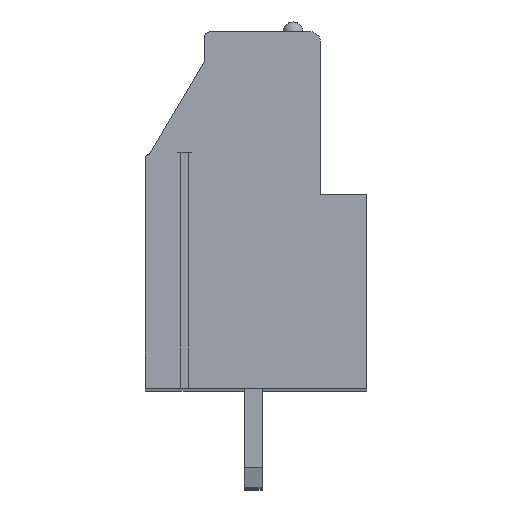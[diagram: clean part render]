
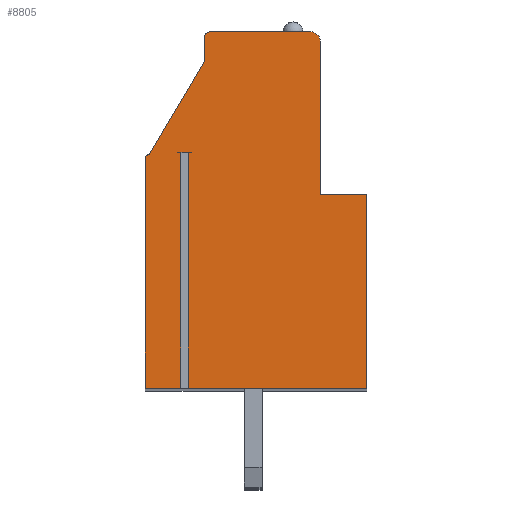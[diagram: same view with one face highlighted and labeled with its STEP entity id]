
A CAD part, top view. The second image highlights one B-rep face of the part: STEP entity #8805.
In plain terms, the highlighted planar face has unit normal (0, 0, 1).
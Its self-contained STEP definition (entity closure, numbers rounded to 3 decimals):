
#30=DIRECTION('',(-1.,0.,0.));
#31=VECTOR('',#30,0.38);
#32=CARTESIAN_POINT('',(-3.27,4.204,83.82));
#33=LINE('',#32,#31);
#34=DIRECTION('',(0.,1.,0.));
#35=VECTOR('',#34,11.9);
#36=CARTESIAN_POINT('',(-3.65,-7.696,83.82));
#37=LINE('',#36,#35);
#38=DIRECTION('',(1.,0.,0.));
#39=VECTOR('',#38,1.81);
#40=CARTESIAN_POINT('',(-5.46,-7.696,83.82));
#41=LINE('',#40,#39);
#42=DIRECTION('',(0.,-1.,0.));
#43=VECTOR('',#42,11.6);
#44=CARTESIAN_POINT('',(-5.46,3.904,83.82));
#45=LINE('',#44,#43);
#46=CARTESIAN_POINT('',(-5.26,3.904,83.82));
#47=DIRECTION('',(0.,0.,1.));
#48=DIRECTION('',(0.,1.,0.));
#49=AXIS2_PLACEMENT_3D('',#46,#47,#48);
#51=DIRECTION('',(-0.512,-0.859,0.));
#52=VECTOR('',#51,5.471);
#53=CARTESIAN_POINT('',(-2.46,8.804,83.82));
#54=LINE('',#53,#52);
#55=DIRECTION('',(0.,-1.,0.));
#56=VECTOR('',#55,1.2);
#57=CARTESIAN_POINT('',(-2.46,10.004,83.82));
#58=LINE('',#57,#56);
#59=CARTESIAN_POINT('',(-2.16,10.004,83.82));
#60=DIRECTION('',(0.,0.,1.));
#61=DIRECTION('',(0.,1.,0.));
#62=AXIS2_PLACEMENT_3D('',#59,#60,#61);
#64=DIRECTION('',(-1.,0.,0.));
#65=VECTOR('',#64,5.05);
#66=CARTESIAN_POINT('',(2.89,10.304,83.82));
#67=LINE('',#66,#65);
#68=CARTESIAN_POINT('',(2.89,9.804,83.82));
#69=DIRECTION('',(0.,0.,1.));
#70=DIRECTION('',(1.,0.,0.));
#71=AXIS2_PLACEMENT_3D('',#68,#69,#70);
#73=DIRECTION('',(0.,1.,0.));
#74=VECTOR('',#73,7.7);
#75=CARTESIAN_POINT('',(3.39,2.104,83.82));
#76=LINE('',#75,#74);
#77=DIRECTION('',(-1.,0.,0.));
#78=VECTOR('',#77,2.35);
#79=CARTESIAN_POINT('',(5.74,2.104,83.82));
#80=LINE('',#79,#78);
#81=DIRECTION('',(0.,1.,0.));
#82=VECTOR('',#81,9.8);
#83=CARTESIAN_POINT('',(5.74,-7.696,83.82));
#84=LINE('',#83,#82);
#85=DIRECTION('',(1.,0.,0.));
#86=VECTOR('',#85,9.01);
#87=CARTESIAN_POINT('',(-3.27,-7.696,83.82));
#88=LINE('',#87,#86);
#89=DIRECTION('',(0.,1.,0.));
#90=VECTOR('',#89,11.9);
#91=CARTESIAN_POINT('',(-3.27,-7.696,83.82));
#92=LINE('',#91,#90);
#6766=CARTESIAN_POINT('',(5.74,-7.696,83.82));
#6767=CARTESIAN_POINT('',(5.74,2.104,83.82));
#6768=VERTEX_POINT('',#6766);
#6769=VERTEX_POINT('',#6767);
#6770=CARTESIAN_POINT('',(3.39,2.104,83.82));
#6771=VERTEX_POINT('',#6770);
#6772=CARTESIAN_POINT('',(3.39,9.804,83.82));
#6773=VERTEX_POINT('',#6772);
#6774=CARTESIAN_POINT('',(2.89,10.304,83.82));
#6775=VERTEX_POINT('',#6774);
#6776=CARTESIAN_POINT('',(-2.16,10.304,83.82));
#6777=VERTEX_POINT('',#6776);
#6778=CARTESIAN_POINT('',(-2.46,10.004,83.82));
#6779=VERTEX_POINT('',#6778);
#6780=CARTESIAN_POINT('',(-2.46,8.804,83.82));
#6781=VERTEX_POINT('',#6780);
#6782=CARTESIAN_POINT('',(-5.26,4.104,83.82));
#6783=VERTEX_POINT('',#6782);
#6784=CARTESIAN_POINT('',(-5.46,3.904,83.82));
#6785=VERTEX_POINT('',#6784);
#6786=CARTESIAN_POINT('',(-5.46,-7.696,83.82));
#6787=VERTEX_POINT('',#6786);
#6868=CARTESIAN_POINT('',(-3.27,4.204,83.82));
#6869=CARTESIAN_POINT('',(-3.65,4.204,83.82));
#6870=VERTEX_POINT('',#6868);
#6871=VERTEX_POINT('',#6869);
#6872=CARTESIAN_POINT('',(-3.27,-7.696,83.82));
#6873=VERTEX_POINT('',#6872);
#6874=CARTESIAN_POINT('',(-3.65,-7.696,83.82));
#6875=VERTEX_POINT('',#6874);
#8768=CARTESIAN_POINT('',(0.,0.,83.82));
#8769=DIRECTION('',(0.,0.,1.));
#8770=DIRECTION('',(1.,0.,0.));
#8771=AXIS2_PLACEMENT_3D('',#8768,#8769,#8770);
#8772=PLANE('',#8771);
#8774=ORIENTED_EDGE('',*,*,#8773,.T.);
#8776=ORIENTED_EDGE('',*,*,#8775,.F.);
#8778=ORIENTED_EDGE('',*,*,#8777,.F.);
#8780=ORIENTED_EDGE('',*,*,#8779,.F.);
#8782=ORIENTED_EDGE('',*,*,#8781,.F.);
#8784=ORIENTED_EDGE('',*,*,#8783,.F.);
#8786=ORIENTED_EDGE('',*,*,#8785,.F.);
#8788=ORIENTED_EDGE('',*,*,#8787,.F.);
#8790=ORIENTED_EDGE('',*,*,#8789,.F.);
#8792=ORIENTED_EDGE('',*,*,#8791,.F.);
#8794=ORIENTED_EDGE('',*,*,#8793,.F.);
#8796=ORIENTED_EDGE('',*,*,#8795,.F.);
#8798=ORIENTED_EDGE('',*,*,#8797,.F.);
#8800=ORIENTED_EDGE('',*,*,#8799,.F.);
#8802=ORIENTED_EDGE('',*,*,#8801,.T.);
#8803=EDGE_LOOP('',(#8774,#8776,#8778,#8780,#8782,#8784,#8786,#8788,#8790,#8792,
#8794,#8796,#8798,#8800,#8802));
#8804=FACE_OUTER_BOUND('',#8803,.F.);
#50=CIRCLE('',#49,0.2);
#63=CIRCLE('',#62,0.3);
#72=CIRCLE('',#71,0.5);
#8773=EDGE_CURVE('',#6870,#6871,#33,.T.);
#8775=EDGE_CURVE('',#6875,#6871,#37,.T.);
#8777=EDGE_CURVE('',#6787,#6875,#41,.T.);
#8779=EDGE_CURVE('',#6785,#6787,#45,.T.);
#8781=EDGE_CURVE('',#6783,#6785,#50,.T.);
#8783=EDGE_CURVE('',#6781,#6783,#54,.T.);
#8785=EDGE_CURVE('',#6779,#6781,#58,.T.);
#8787=EDGE_CURVE('',#6777,#6779,#63,.T.);
#8789=EDGE_CURVE('',#6775,#6777,#67,.T.);
#8791=EDGE_CURVE('',#6773,#6775,#72,.T.);
#8793=EDGE_CURVE('',#6771,#6773,#76,.T.);
#8795=EDGE_CURVE('',#6769,#6771,#80,.T.);
#8797=EDGE_CURVE('',#6768,#6769,#84,.T.);
#8799=EDGE_CURVE('',#6873,#6768,#88,.T.);
#8801=EDGE_CURVE('',#6873,#6870,#92,.T.);
#8805=ADVANCED_FACE('',(#8804),#8772,.T.);
